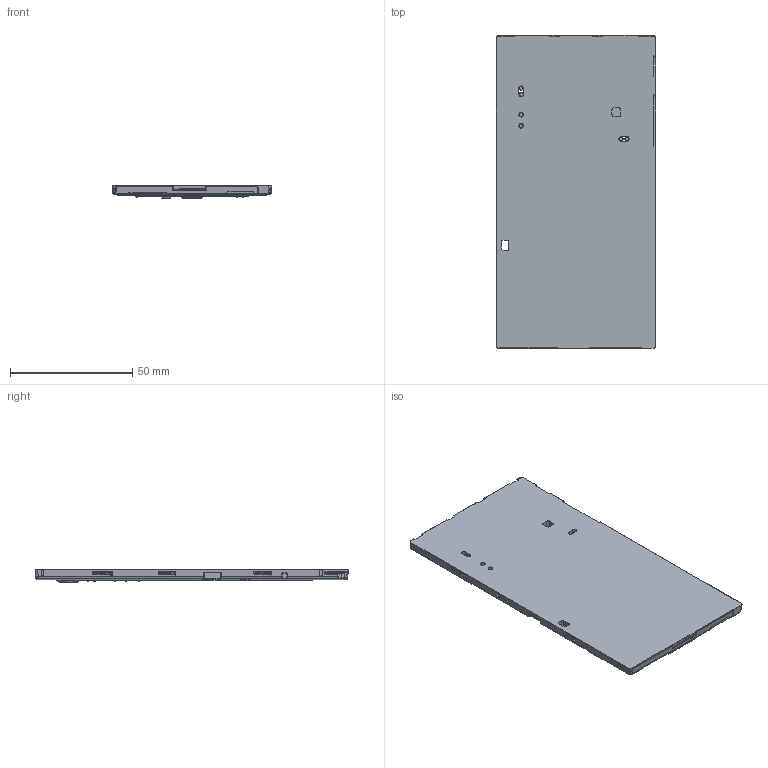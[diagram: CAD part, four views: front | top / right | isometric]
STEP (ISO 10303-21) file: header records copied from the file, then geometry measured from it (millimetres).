
FILE_DESCRIPTION(('CATIA V5 STEP Exchange','CAx-IF Rec.Pracs.--- Model Styling and Organization---1.2---2011-12-15'),'2;1');
FILE_NAME('JOLLA_REAR_CASE_REFERENCE_121213.stp','2013-12-12T06:36:52+00:00',('none'),('none'),'CATIA Version 5 Release 21 SP 6 (IN-10)','CATIA V5 STEP AP214','none');
FILE_SCHEMA(('AUTOMOTIVE_DESIGN { 1 0 10303 214 1 1 1 1 }'));
Products named in the file (1): JOLLA_REAR_CASE_REFERENCE
Bounding box: 65.33 x 128.29 x 5.2 mm (x, y, z)
Volume: 34344.4 mm3; surface area: 19745.8 mm2
Topology: 9 solids, 17 shells, 1410 faces, 3578 edges, 2234 vertices
Faces by surface type: cylinder 486, plane 481, bspline 235, sphere 68, torus 60, extrusion 43, cone 35, revolution 2
Entity records: 54846 total; most frequent: CARTESIAN_POINT 24802, ORIENTED_EDGE 7104, DIRECTION 4469, EDGE_CURVE 3552, VERTEX_POINT 2234, AXIS2_PLACEMENT_3D 1728, VECTOR 1631, LINE 1588
